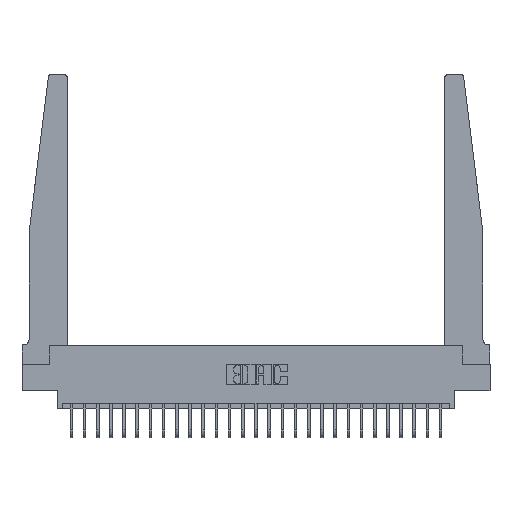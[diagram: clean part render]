
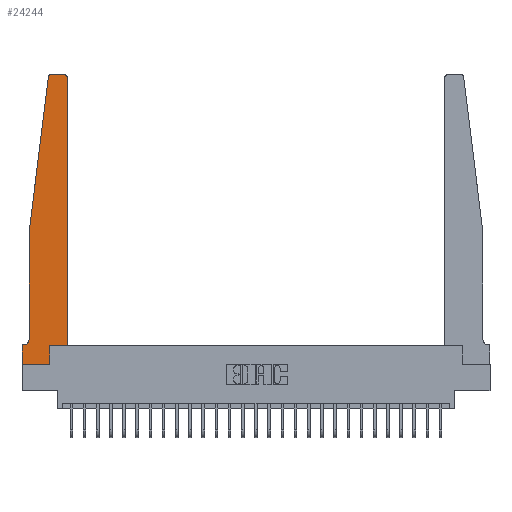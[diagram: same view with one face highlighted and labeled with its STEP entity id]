
A CAD part, top view. The second image highlights one B-rep face of the part: STEP entity #24244.
In plain terms, the highlighted planar face has unit normal (0, 0, 1).
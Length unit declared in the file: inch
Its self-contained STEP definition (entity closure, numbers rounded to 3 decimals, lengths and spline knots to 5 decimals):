
#186 = CARTESIAN_POINT ( 'NONE',  ( 0.065, 0.2375, 0.37 ) ) ;
#227 = AXIS2_PLACEMENT_3D ( 'NONE', #8890, #25505, #6675 ) ;
#1092 = EDGE_CURVE ( 'NONE', #10067, #15999, #12374, .T. ) ;
#1538 = VERTEX_POINT ( 'NONE', #5689 ) ;
#1631 = VERTEX_POINT ( 'NONE', #7645 ) ;
#3745 = DIRECTION ( 'NONE',  ( -1., 0., 0. ) ) ;
#4297 = CARTESIAN_POINT ( 'NONE',  ( 0.425, 0.18, 0.37 ) ) ;
#4306 = CARTESIAN_POINT ( 'NONE',  ( 0., 0., 0.37 ) ) ;
#4472 = DIRECTION ( 'NONE',  ( 0., 0., 1. ) ) ;
#4627 = DIRECTION ( 'NONE',  ( 1., 0., 0. ) ) ;
#4816 = VECTOR ( 'NONE', #26985, 39.37008 ) ;
#5034 = CARTESIAN_POINT ( 'NONE',  ( 0., 0., 0.37 ) ) ;
#5132 = AXIS2_PLACEMENT_3D ( 'NONE', #11879, #6533, #17286 ) ;
#5499 = VERTEX_POINT ( 'NONE', #8444 ) ;
#5530 = ORIENTED_EDGE ( 'NONE', *, *, #20637, .T. ) ;
#5689 = CARTESIAN_POINT ( 'NONE',  ( 0.2605, 0., 0.37 ) ) ;
#6311 = DIRECTION ( 'NONE',  ( 0., 1., 0. ) ) ;
#6533 = DIRECTION ( 'NONE',  ( 0., 0., -1. ) ) ;
#6580 = ORIENTED_EDGE ( 'NONE', *, *, #19283, .T. ) ;
#6675 = DIRECTION ( 'NONE',  ( 1., 0., 0. ) ) ;
#7070 = ORIENTED_EDGE ( 'NONE', *, *, #1092, .T. ) ;
#7083 = ORIENTED_EDGE ( 'NONE', *, *, #9414, .T. ) ;
#7574 = VECTOR ( 'NONE', #26976, 39.37008 ) ;
#7645 = CARTESIAN_POINT ( 'NONE',  ( 0.425, 0.18, 0.37 ) ) ;
#8407 = EDGE_LOOP ( 'NONE', ( #24608, #6580, #7070, #21003, #10582, #26226, #25072, #5530, #10869, #7083, #22794, #26719 ) ) ;
#8444 = CARTESIAN_POINT ( 'NONE',  ( 0., 0.1875, 0.37 ) ) ;
#8720 = CARTESIAN_POINT ( 'NONE',  ( 0.395, 2.75, 0.37 ) ) ;
#8890 = CARTESIAN_POINT ( 'NONE',  ( 0., 0.1875, 0.37 ) ) ;
#8977 = FACE_OUTER_BOUND ( 'NONE', #8407, .T. ) ;
#9194 = DIRECTION ( 'NONE',  ( 1., 0., 0. ) ) ;
#9414 = EDGE_CURVE ( 'NONE', #16177, #1631, #18751, .T. ) ;
#9742 = VECTOR ( 'NONE', #22257, 39.37008 ) ;
#10053 = CARTESIAN_POINT ( 'NONE',  ( 0.2605, 0.18, 0.37 ) ) ;
#10067 = VERTEX_POINT ( 'NONE', #20992 ) ;
#10100 = CIRCLE ( 'NONE', #5132, 0.05 ) ;
#10116 = EDGE_CURVE ( 'NONE', #25903, #25591, #16703, .T. ) ;
#10582 = ORIENTED_EDGE ( 'NONE', *, *, #21246, .T. ) ;
#10869 = ORIENTED_EDGE ( 'NONE', *, *, #22019, .T. ) ;
#11879 = CARTESIAN_POINT ( 'NONE',  ( 0.015, 0.2375, 0.37 ) ) ;
#12363 = CARTESIAN_POINT ( 'NONE',  ( 0., 0., 0.37 ) ) ;
#12374 = LINE ( 'NONE', #16691, #4816 ) ;
#12735 = LINE ( 'NONE', #21229, #19712 ) ;
#13121 = VECTOR ( 'NONE', #24507, 39.37008 ) ;
#13706 = LINE ( 'NONE', #16616, #9742 ) ;
#13836 = LINE ( 'NONE', #20672, #7574 ) ;
#15013 = CARTESIAN_POINT ( 'NONE',  ( 0.395, 2.72, 0.37 ) ) ;
#15265 = VERTEX_POINT ( 'NONE', #20741 ) ;
#15999 = VERTEX_POINT ( 'NONE', #18945 ) ;
#16064 = LINE ( 'NONE', #12363, #19697 ) ;
#16177 = VERTEX_POINT ( 'NONE', #10053 ) ;
#16360 = CARTESIAN_POINT ( 'NONE',  ( 0.425, 0.18, 0.37 ) ) ;
#16616 = CARTESIAN_POINT ( 'NONE',  ( 0.2605, 0.18, 0.37 ) ) ;
#16691 = CARTESIAN_POINT ( 'NONE',  ( 0.065, 1.25, 0.37 ) ) ;
#16703 = CIRCLE ( 'NONE', #20930, 0.03 ) ;
#17016 = EDGE_CURVE ( 'NONE', #1631, #25903, #20785, .T. ) ;
#17035 = DIRECTION ( 'NONE',  ( -1., 0., 0. ) ) ;
#17234 = DIRECTION ( 'NONE',  ( 0., 0., 1. ) ) ;
#17286 = DIRECTION ( 'NONE',  ( -1., 0., 0. ) ) ;
#17392 = LINE ( 'NONE', #5034, #22390 ) ;
#18117 = VECTOR ( 'NONE', #6311, 39.37008 ) ;
#18751 = LINE ( 'NONE', #16360, #13121 ) ;
#18864 = CARTESIAN_POINT ( 'NONE',  ( 0.27653, 2.75, 0.37 ) ) ;
#18945 = CARTESIAN_POINT ( 'NONE',  ( 0.065, 1.25, 0.37 ) ) ;
#19251 = VECTOR ( 'NONE', #3745, 39.37008 ) ;
#19261 = DIRECTION ( 'NONE',  ( 1., 0., 0. ) ) ;
#19283 = EDGE_CURVE ( 'NONE', #24071, #10067, #24057, .T. ) ;
#19697 = VECTOR ( 'NONE', #21077, 39.37008 ) ;
#19712 = VECTOR ( 'NONE', #17035, 39.37008 ) ;
#19968 = VERTEX_POINT ( 'NONE', #186 ) ;
#20264 = CARTESIAN_POINT ( 'NONE',  ( 0.425, 2.72, 0.37 ) ) ;
#20637 = EDGE_CURVE ( 'NONE', #24118, #1538, #17392, .T. ) ;
#20672 = CARTESIAN_POINT ( 'NONE',  ( 0.065, 1.25, 0.37 ) ) ;
#20741 = CARTESIAN_POINT ( 'NONE',  ( 0.015, 0.1875, 0.37 ) ) ;
#20785 = LINE ( 'NONE', #4297, #18117 ) ;
#20930 = AXIS2_PLACEMENT_3D ( 'NONE', #15013, #4472, #19261 ) ;
#20992 = CARTESIAN_POINT ( 'NONE',  ( 0.24675, 2.72367, 0.37 ) ) ;
#21003 = ORIENTED_EDGE ( 'NONE', *, *, #24667, .T. ) ;
#21041 = AXIS2_PLACEMENT_3D ( 'NONE', #23449, #17234, #4627 ) ;
#21077 = DIRECTION ( 'NONE',  ( 0., -1., 0. ) ) ;
#21229 = CARTESIAN_POINT ( 'NONE',  ( 0.25, 2.75, 0.37 ) ) ;
#21246 = EDGE_CURVE ( 'NONE', #19968, #15265, #10100, .T. ) ;
#21343 = EDGE_CURVE ( 'NONE', #25591, #24071, #12735, .T. ) ;
#21534 = LINE ( 'NONE', #22566, #19251 ) ;
#22019 = EDGE_CURVE ( 'NONE', #1538, #16177, #13706, .T. ) ;
#22257 = DIRECTION ( 'NONE',  ( 0., 1., 0. ) ) ;
#22390 = VECTOR ( 'NONE', #9194, 39.37008 ) ;
#22566 = CARTESIAN_POINT ( 'NONE',  ( 0.065, 0.1875, 0.37 ) ) ;
#22794 = ORIENTED_EDGE ( 'NONE', *, *, #17016, .T. ) ;
#23382 = PLANE ( 'NONE',  #227 ) ;
#23449 = CARTESIAN_POINT ( 'NONE',  ( 0.27653, 2.72, 0.37 ) ) ;
#23906 = EDGE_CURVE ( 'NONE', #15265, #5499, #21534, .T. ) ;
#24057 = CIRCLE ( 'NONE', #21041, 0.03 ) ;
#24071 = VERTEX_POINT ( 'NONE', #18864 ) ;
#24118 = VERTEX_POINT ( 'NONE', #4306 ) ;
#24244 = ADVANCED_FACE ( 'NONE', ( #8977 ), #23382, .T. ) ;
#24507 = DIRECTION ( 'NONE',  ( 1., 0., 0. ) ) ;
#24608 = ORIENTED_EDGE ( 'NONE', *, *, #21343, .T. ) ;
#24667 = EDGE_CURVE ( 'NONE', #15999, #19968, #13836, .T. ) ;
#25072 = ORIENTED_EDGE ( 'NONE', *, *, #26176, .T. ) ;
#25505 = DIRECTION ( 'NONE',  ( 0., 0., 1. ) ) ;
#25591 = VERTEX_POINT ( 'NONE', #8720 ) ;
#25903 = VERTEX_POINT ( 'NONE', #20264 ) ;
#26176 = EDGE_CURVE ( 'NONE', #5499, #24118, #16064, .T. ) ;
#26226 = ORIENTED_EDGE ( 'NONE', *, *, #23906, .T. ) ;
#26719 = ORIENTED_EDGE ( 'NONE', *, *, #10116, .T. ) ;
#26976 = DIRECTION ( 'NONE',  ( 0., -1., 0. ) ) ;
#26985 = DIRECTION ( 'NONE',  ( -0.122, -0.992, 0. ) ) ;
